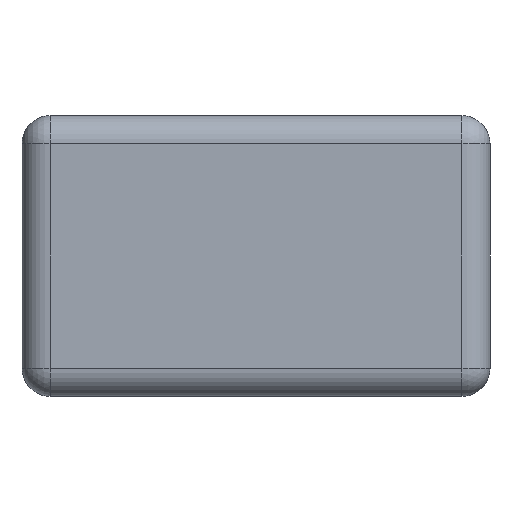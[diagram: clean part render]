
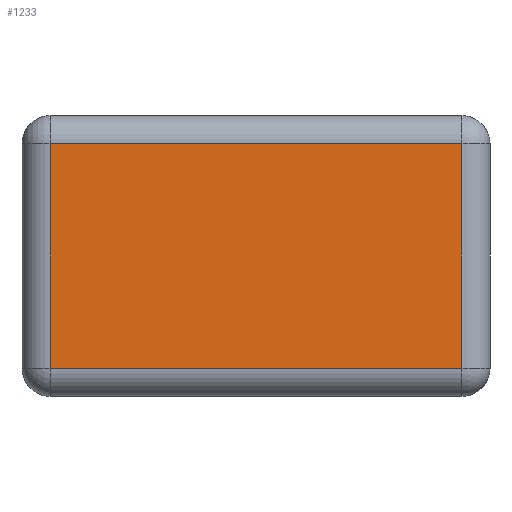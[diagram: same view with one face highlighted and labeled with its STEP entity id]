
A CAD part, left-side view. The second image highlights one B-rep face of the part: STEP entity #1233.
In plain terms, the highlighted planar face has unit normal (-1, 0, 0).
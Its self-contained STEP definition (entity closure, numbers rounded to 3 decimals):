
#185 = LINE ( 'NONE', #250, #249 ) ;
#227 = CARTESIAN_POINT ( 'NONE',  ( -0.5, 0.22, 0.27 ) ) ;
#228 = DIRECTION ( 'NONE',  ( 0., 0., -1. ) ) ;
#229 = DIRECTION ( 'NONE',  ( 1., 0., 0. ) ) ;
#230 = CARTESIAN_POINT ( 'NONE',  ( -0.5, -0.25, 0.3 ) ) ;
#231 = AXIS2_PLACEMENT_3D ( 'NONE', #230, #229, #228 ) ;
#232 = PLANE ( 'NONE',  #231 ) ;
#247 = FACE_OUTER_BOUND ( 'NONE', #1227, .T. ) ;
#248 = DIRECTION ( 'NONE',  ( 0., 0., -1. ) ) ;
#249 = VECTOR ( 'NONE', #248, 1000. ) ;
#250 = CARTESIAN_POINT ( 'NONE',  ( -0.5, 0.22, 0.3 ) ) ;
#300 = CARTESIAN_POINT ( 'NONE',  ( -0.5, 0.22, 0.03 ) ) ;
#340 = CARTESIAN_POINT ( 'NONE',  ( -0.5, -0.22, 0.27 ) ) ;
#341 = CARTESIAN_POINT ( 'NONE',  ( -0.5, -0.22, 0.03 ) ) ;
#360 = DIRECTION ( 'NONE',  ( 0., -1., 0. ) ) ;
#361 = VECTOR ( 'NONE', #360, 1000. ) ;
#362 = CARTESIAN_POINT ( 'NONE',  ( -0.5, -0.25, 0.03 ) ) ;
#363 = LINE ( 'NONE', #362, #361 ) ;
#404 = DIRECTION ( 'NONE',  ( 0., 1., 0. ) ) ;
#405 = VECTOR ( 'NONE', #404, 1000. ) ;
#406 = CARTESIAN_POINT ( 'NONE',  ( -0.5, -0.25, 0.27 ) ) ;
#407 = LINE ( 'NONE', #406, #405 ) ;
#410 = DIRECTION ( 'NONE',  ( 0., 0., 1. ) ) ;
#411 = VECTOR ( 'NONE', #410, 1000. ) ;
#412 = CARTESIAN_POINT ( 'NONE',  ( -0.5, -0.22, 0.3 ) ) ;
#413 = LINE ( 'NONE', #412, #411 ) ;
#1227 = EDGE_LOOP ( 'NONE', ( #1284, #1289, #1231, #1242 ) ) ;
#1231 = ORIENTED_EDGE ( 'NONE', *, *, #1232, .T. ) ;
#1232 = EDGE_CURVE ( 'NONE', #1234, #1241, #185, .T. ) ;
#1233 = ADVANCED_FACE ( 'NONE', ( #247 ), #232, .F. ) ;
#1234 = VERTEX_POINT ( 'NONE', #227 ) ;
#1241 = VERTEX_POINT ( 'NONE', #300 ) ;
#1242 = ORIENTED_EDGE ( 'NONE', *, *, #1282, .T. ) ;
#1270 = VERTEX_POINT ( 'NONE', #341 ) ;
#1271 = VERTEX_POINT ( 'NONE', #340 ) ;
#1282 = EDGE_CURVE ( 'NONE', #1241, #1270, #363, .T. ) ;
#1284 = ORIENTED_EDGE ( 'NONE', *, *, #1285, .T. ) ;
#1285 = EDGE_CURVE ( 'NONE', #1270, #1271, #413, .T. ) ;
#1289 = ORIENTED_EDGE ( 'NONE', *, *, #1290, .T. ) ;
#1290 = EDGE_CURVE ( 'NONE', #1271, #1234, #407, .T. ) ;
